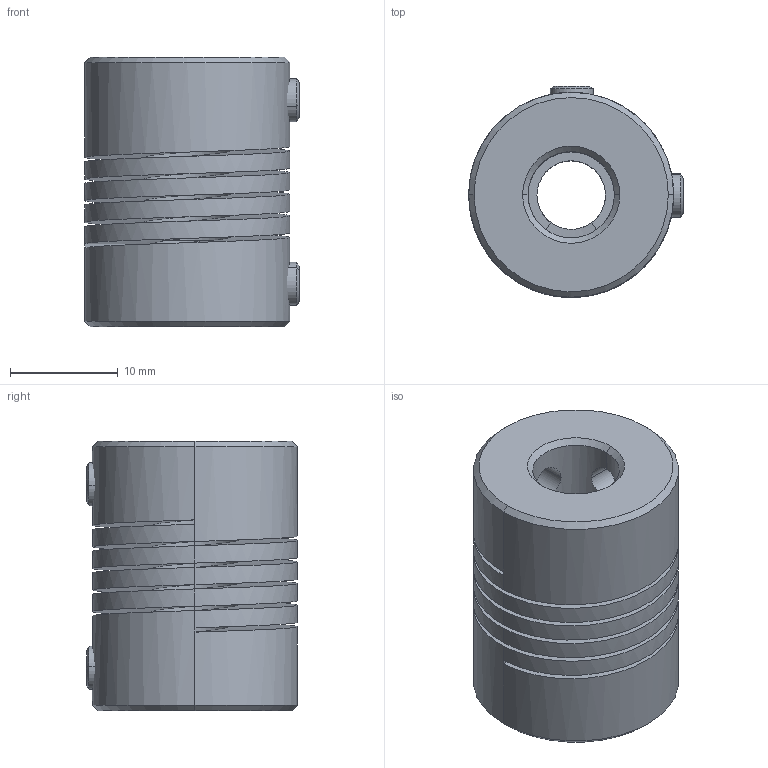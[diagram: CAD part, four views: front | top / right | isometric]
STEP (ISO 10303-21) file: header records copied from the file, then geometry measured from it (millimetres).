
FILE_DESCRIPTION (( 'STEP AP214' ), '1' );
FILE_NAME ('Stepper Motor Flexible Coupling 6,35 x 8 mm.STEP', '2015-01-23T18:51:20', ( 'Admin' ), ( '' ), 'SwSTEP 2.0', 'SolidWorks 2014', '' );
FILE_SCHEMA (( 'AUTOMOTIVE_DESIGN' ));
Length unit declared in the file: millimetre
Products named in the file (3): socket set screw cone point_din_DIN 914 - M4 x 5-N; coupling; Stepper Motor Flexible Coupling 6,35 x 8 mm
Assembly tree (5 placements, depth 2):
  Stepper Motor Flexible Coupling 6,35 x 8 mm
    coupling
    socket set screw cone point_din_DIN 914 - M4 x 5-N  x4
Bounding box: 19.89 x 19.55 x 25 mm (x, y, z)
Volume: 5432.9 mm3; surface area: 5217.8 mm2
Topology: 5 solids, 5 shells, 118 faces, 290 edges, 180 vertices
Faces by surface type: cylinder 43, plane 41, cone 32, bspline 2
Entity records: 3526 total; most frequent: CARTESIAN_POINT 1641, ORIENTED_EDGE 388, DIRECTION 322, EDGE_CURVE 194, VERTEX_POINT 120, AXIS2_PLACEMENT_3D 117, LINE 88, VECTOR 88
